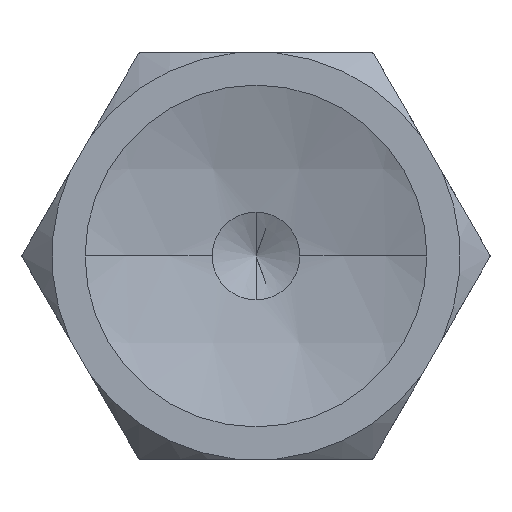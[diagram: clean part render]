
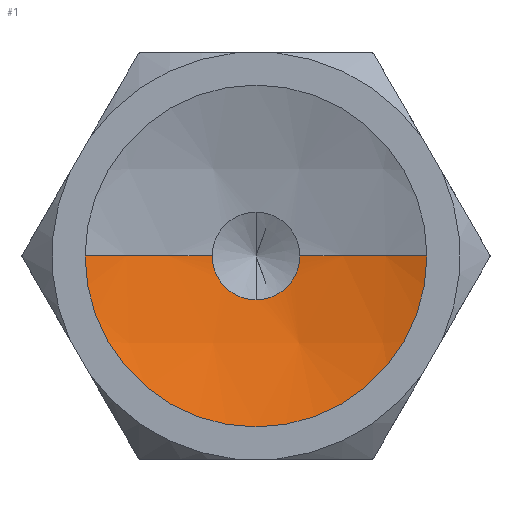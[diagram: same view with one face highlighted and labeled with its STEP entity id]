
A CAD part, front view. The second image highlights one B-rep face of the part: STEP entity #1.
In plain terms, the highlighted spherical face has radius 21 mm.
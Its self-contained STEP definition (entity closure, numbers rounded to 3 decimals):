
#1 = ADVANCED_FACE ( 'NONE', ( #1111 ), #1391, .F. ) ;
#19 = DIRECTION ( 'NONE',  ( 0., 0., 1. ) ) ;
#20 = CARTESIAN_POINT ( 'NONE',  ( 0., -6.017, 0. ) ) ;
#39 = CIRCLE ( 'NONE', #311, 2.05 ) ;
#63 = EDGE_LOOP ( 'NONE', ( #733, #782, #1148, #330, #518 ) ) ;
#64 = AXIS2_PLACEMENT_3D ( 'NONE', #345, #1093, #449 ) ;
#96 = DIRECTION ( 'NONE',  ( 0., 1., 0. ) ) ;
#101 = VERTEX_POINT ( 'NONE', #1207 ) ;
#118 = CIRCLE ( 'NONE', #64, 21. ) ;
#131 = CARTESIAN_POINT ( 'NONE',  ( 0., -6.017, 0. ) ) ;
#134 = CARTESIAN_POINT ( 'NONE',  ( 0., -26.916, 0. ) ) ;
#135 = DIRECTION ( 'NONE',  ( 0., 0., 1. ) ) ;
#222 = EDGE_CURVE ( 'NONE', #1387, #416, #1244, .T. ) ;
#238 = DIRECTION ( 'NONE',  ( 0., 0., 1. ) ) ;
#311 = AXIS2_PLACEMENT_3D ( 'NONE', #131, #872, #238 ) ;
#330 = ORIENTED_EDGE ( 'NONE', *, *, #1032, .T. ) ;
#339 = DIRECTION ( 'NONE',  ( -1., 0., 0. ) ) ;
#345 = CARTESIAN_POINT ( 'NONE',  ( 0., -26.916, 0. ) ) ;
#405 = VERTEX_POINT ( 'NONE', #1231 ) ;
#416 = VERTEX_POINT ( 'NONE', #583 ) ;
#449 = DIRECTION ( 'NONE',  ( -1., 0., 0. ) ) ;
#478 = DIRECTION ( 'NONE',  ( 0., 0., 1. ) ) ;
#518 = ORIENTED_EDGE ( 'NONE', *, *, #641, .F. ) ;
#583 = CARTESIAN_POINT ( 'NONE',  ( 0., -6.017, -2.05 ) ) ;
#641 = EDGE_CURVE ( 'NONE', #718, #101, #118, .T. ) ;
#718 = VERTEX_POINT ( 'NONE', #788 ) ;
#733 = ORIENTED_EDGE ( 'NONE', *, *, #929, .F. ) ;
#736 = CIRCLE ( 'NONE', #1139, 8. ) ;
#737 = CARTESIAN_POINT ( 'NONE',  ( 0., -7.5, 0. ) ) ;
#752 = AXIS2_PLACEMENT_3D ( 'NONE', #20, #768, #135 ) ;
#768 = DIRECTION ( 'NONE',  ( 0., 1., 0. ) ) ;
#782 = ORIENTED_EDGE ( 'NONE', *, *, #1181, .T. ) ;
#788 = CARTESIAN_POINT ( 'NONE',  ( -8., -7.5, 0. ) ) ;
#840 = DIRECTION ( 'NONE',  ( 0., 0., 1. ) ) ;
#872 = DIRECTION ( 'NONE',  ( 0., 1., 0. ) ) ;
#929 = EDGE_CURVE ( 'NONE', #405, #718, #736, .T. ) ;
#1032 = EDGE_CURVE ( 'NONE', #416, #101, #39, .T. ) ;
#1041 = AXIS2_PLACEMENT_3D ( 'NONE', #1125, #478, #1238 ) ;
#1093 = DIRECTION ( 'NONE',  ( 0., 0., -1. ) ) ;
#1111 = FACE_OUTER_BOUND ( 'NONE', #63, .T. ) ;
#1125 = CARTESIAN_POINT ( 'NONE',  ( 0., -26.916, 0. ) ) ;
#1139 = AXIS2_PLACEMENT_3D ( 'NONE', #737, #96, #840 ) ;
#1148 = ORIENTED_EDGE ( 'NONE', *, *, #222, .T. ) ;
#1151 = AXIS2_PLACEMENT_3D ( 'NONE', #134, #19, #339 ) ;
#1172 = CIRCLE ( 'NONE', #1041, 21. ) ;
#1181 = EDGE_CURVE ( 'NONE', #405, #1387, #1172, .T. ) ;
#1207 = CARTESIAN_POINT ( 'NONE',  ( -2.05, -6.017, 0. ) ) ;
#1231 = CARTESIAN_POINT ( 'NONE',  ( 8., -7.5, 0. ) ) ;
#1238 = DIRECTION ( 'NONE',  ( 1., 0., 0. ) ) ;
#1244 = CIRCLE ( 'NONE', #752, 2.05 ) ;
#1369 = CARTESIAN_POINT ( 'NONE',  ( 2.05, -6.017, 0. ) ) ;
#1387 = VERTEX_POINT ( 'NONE', #1369 ) ;
#1391 = SPHERICAL_SURFACE ( 'NONE', #1151, 21. ) ;
